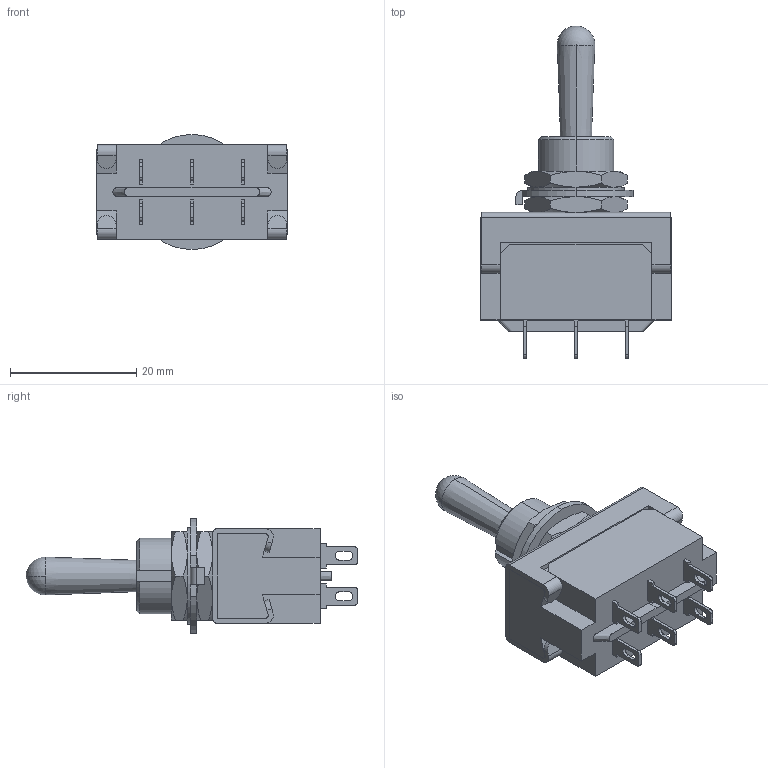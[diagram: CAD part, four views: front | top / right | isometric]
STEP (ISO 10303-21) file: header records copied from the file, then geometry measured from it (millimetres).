
FILE_DESCRIPTION (( 'STEP AP203' ), '1' );
FILE_NAME ('BTP01.STEP', '2020-03-16T00:31:34', ( '' ), ( '' ), 'SwSTEP 2.0', 'SolidWorks 2018', '' );
FILE_SCHEMA (( 'CONFIG_CONTROL_DESIGN' ));
Length unit declared in the file: millimetre
Products named in the file (10): 上組 スリーブ組 標準トグル単-2極(Bシリーズ); 働乕僗 扨_2嬌(B僔儕乕僘); 9802 0457 20(リング)model; BTP01; 9803 0458 20(L儚僢僔儍乕)model; スリーブ組トグル単-2極(Bシリーズ); 9801 0063 20(ナット)model; 僼儗乕儉扨-2嬌僩僌儖(B僔儕乕僘); 壓慻 2嬌 1抂巕 (B僔儕乕僘); 1端子 (Bシリーズ)
Assembly tree (15 placements, depth 3):
  BTP01
    壓慻 2嬌 1抂巕 (B僔儕乕僘)
      働乕僗 扨_2嬌(B僔儕乕僘)
      1端子 (Bシリーズ)  x6
    上組 スリーブ組 標準トグル単-2極(Bシリーズ)
      僼儗乕儉扨-2嬌僩僌儖(B僔儕乕僘)
      スリーブ組トグル単-2極(Bシリーズ)
    9801 0063 20(ナット)model  x2
    9802 0457 20(リング)model
    9803 0458 20(L儚僢僔儍乕)model
Bounding box: 30.2 x 52.5 x 18.2 mm (x, y, z)
Volume: 9382.3 mm3; surface area: 6674.4 mm2
Topology: 13 solids, 13 shells, 339 faces, 894 edges, 588 vertices
Faces by surface type: plane 211, cylinder 91, cone 31, sphere 4, bspline 2
Entity records: 8966 total; most frequent: CARTESIAN_POINT 1685, DIRECTION 1282, ORIENTED_EDGE 1262, EDGE_CURVE 631, VECTOR 430, LINE 430, AXIS2_PLACEMENT_3D 426, VERTEX_POINT 417
